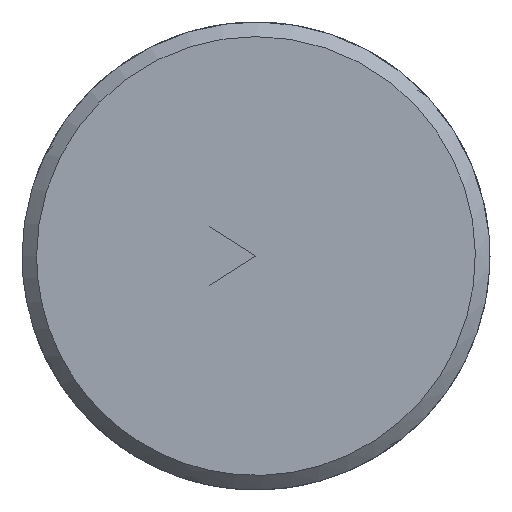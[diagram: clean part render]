
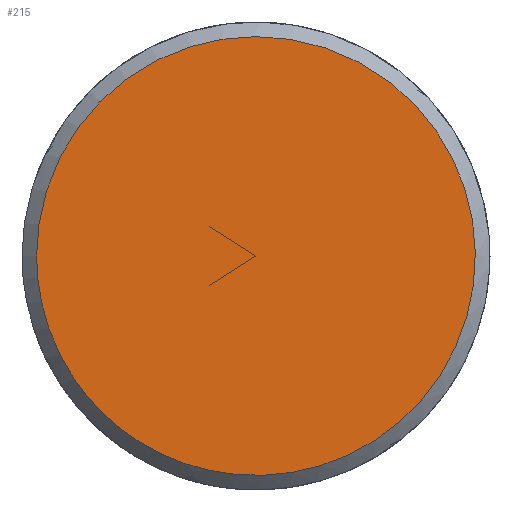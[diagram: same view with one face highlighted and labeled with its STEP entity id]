
A CAD part, left-side view. The second image highlights one B-rep face of the part: STEP entity #215.
In plain terms, the highlighted free-form (B-spline) face has degree [5, 1] with [6, 2] control points.
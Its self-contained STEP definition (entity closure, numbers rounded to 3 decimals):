
#181 = CARTESIAN_POINT ('', (-64., 3.75, 0.));
#182 = VERTEX_POINT ('', #181);
#183 = CARTESIAN_POINT ('', (-64., 0., 0.));
#184 = VERTEX_POINT ('', #183);
#185 = CARTESIAN_POINT ('', (-64., 3.75, 0.));
#186 = CARTESIAN_POINT ('', (-64., 0., 0.));
#187 = B_SPLINE_CURVE_WITH_KNOTS ('', 1, (#185, #186), .UNSPECIFIED., .F., .U., (2, 2), (0., 1.), .UNSPECIFIED.);
#188 = EDGE_CURVE ('', #182, #184, #187, .T.);
#189 = ORIENTED_EDGE ('', *, *, #188, .F.);
#190 = CARTESIAN_POINT ('', (-64., 3.75, 0.));
#191 = CARTESIAN_POINT ('', (-64., 3.75, 15.));
#192 = CARTESIAN_POINT ('', (-64., -11.25, 7.5));
#193 = CARTESIAN_POINT ('', (-64., -11.25, -7.5));
#194 = CARTESIAN_POINT ('', (-64., 3.75, -15.));
#195 = CARTESIAN_POINT ('', (-64., 3.75, 0.));
#196 = (
   BOUNDED_CURVE ()
   B_SPLINE_CURVE (5, (#190, #191, #192, #193, #194, #195), .UNSPECIFIED., .T., .U.)
   B_SPLINE_CURVE_WITH_KNOTS ((6, 6), (0., 1.), .UNSPECIFIED.)
   CURVE ()
   GEOMETRIC_REPRESENTATION_ITEM ()
   RATIONAL_B_SPLINE_CURVE ((5., 1., 1., 1., 1., 5.))
   REPRESENTATION_ITEM ('')
);
#197 = EDGE_CURVE ('', #182, #182, #196, .T.);
#198 = ORIENTED_EDGE ('', *, *, #197, .T.);
#199 = ORIENTED_EDGE ('', *, *, #188, .T.);
#200 = EDGE_LOOP ('', (#189, #198, #199));
#201 = FACE_OUTER_BOUND ('', #200, .F.);
#202 = CARTESIAN_POINT ('', (-64., 3.75, 0.));
#203 = CARTESIAN_POINT ('', (-64., 0., 0.));
#204 = CARTESIAN_POINT ('', (-64., 3.75, 15.));
#205 = CARTESIAN_POINT ('', (-64., 0., 0.));
#206 = CARTESIAN_POINT ('', (-64., -11.25, 7.5));
#207 = CARTESIAN_POINT ('', (-64., 0., 0.));
#208 = CARTESIAN_POINT ('', (-64., -11.25, -7.5));
#209 = CARTESIAN_POINT ('', (-64., 0., 0.));
#210 = CARTESIAN_POINT ('', (-64., 3.75, -15.));
#211 = CARTESIAN_POINT ('', (-64., 0., 0.));
#212 = CARTESIAN_POINT ('', (-64., 3.75, 0.));
#213 = CARTESIAN_POINT ('', (-64., 0., 0.));
#214 = (
   BOUNDED_SURFACE ()
   B_SPLINE_SURFACE (5, 1, ((#202, #203), (#204, #205), (#206, #207), (#208, #209), (#210, #211), (#212, #213)), .UNSPECIFIED., .T., .F., .U.)
   B_SPLINE_SURFACE_WITH_KNOTS ((6, 6), (2, 2), (0., 1.), (0., 1.), .UNSPECIFIED.)
   SURFACE ()
   GEOMETRIC_REPRESENTATION_ITEM ()
   RATIONAL_B_SPLINE_SURFACE (((5., 5.), (1., 1.), (1., 1.), (1., 1.), (1., 1.), (5., 5.)))
   REPRESENTATION_ITEM ('')
);
#215 = ADVANCED_FACE ('', (#201), #214, .F.);
